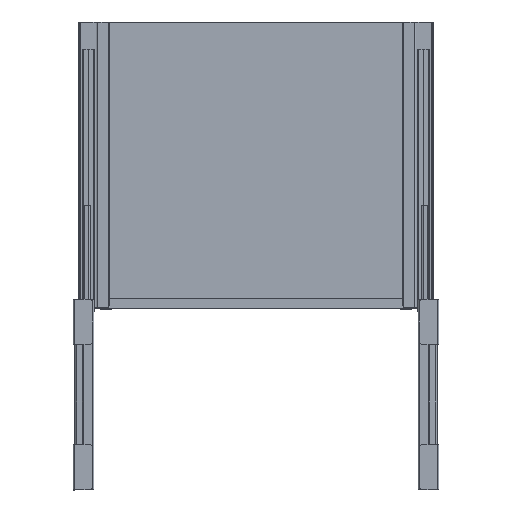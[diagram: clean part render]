
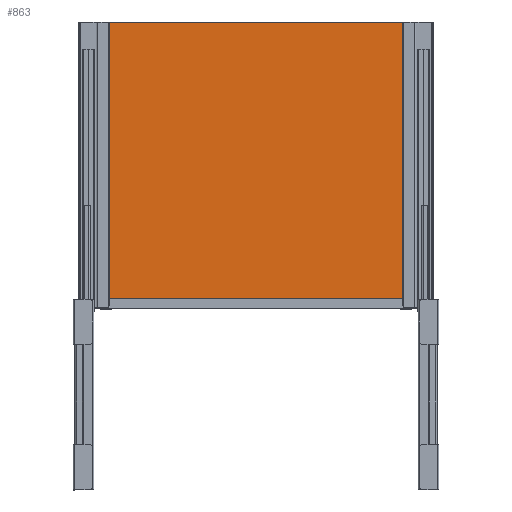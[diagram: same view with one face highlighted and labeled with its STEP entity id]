
A CAD part, front view. The second image highlights one B-rep face of the part: STEP entity #863.
In plain terms, the highlighted planar face has unit normal (0, -1, 0).
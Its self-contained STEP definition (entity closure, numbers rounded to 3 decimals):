
#9 = DIRECTION ( 'NONE',  ( -1., 0., 0. ) ) ;
#863 = ADVANCED_FACE ( 'NONE', ( #37235 ), #27745, .F. ) ;
#4137 = DIRECTION ( 'NONE',  ( 0., 1., 0. ) ) ;
#7365 = VECTOR ( 'NONE', #55185, 1000. ) ;
#9694 = EDGE_CURVE ( 'NONE', #37336, #30683, #41603, .T. ) ;
#11798 = LINE ( 'NONE', #50816, #7365 ) ;
#11875 = EDGE_CURVE ( 'NONE', #60494, #37336, #11798, .T. ) ;
#12798 = EDGE_LOOP ( 'NONE', ( #22262, #51819, #30944, #29144 ) ) ;
#22262 = ORIENTED_EDGE ( 'NONE', *, *, #47947, .F. ) ;
#22970 = EDGE_CURVE ( 'NONE', #30683, #27528, #36610, .T. ) ;
#26279 = AXIS2_PLACEMENT_3D ( 'NONE', #32494, #4137, #37241 ) ;
#27528 = VERTEX_POINT ( 'NONE', #39513 ) ;
#27745 = PLANE ( 'NONE',  #26279 ) ;
#29144 = ORIENTED_EDGE ( 'NONE', *, *, #11875, .F. ) ;
#30683 = VERTEX_POINT ( 'NONE', #42190 ) ;
#30944 = ORIENTED_EDGE ( 'NONE', *, *, #9694, .F. ) ;
#31428 = CARTESIAN_POINT ( 'NONE',  ( -244.5, 0., -426. ) ) ;
#32494 = CARTESIAN_POINT ( 'NONE',  ( 0., 0., 0. ) ) ;
#33643 = VECTOR ( 'NONE', #9, 1000. ) ;
#36610 = LINE ( 'NONE', #56659, #33643 ) ;
#36684 = CARTESIAN_POINT ( 'NONE',  ( 244.5, 0., 0. ) ) ;
#37235 = FACE_OUTER_BOUND ( 'NONE', #12798, .T. ) ;
#37241 = DIRECTION ( 'NONE',  ( 0., 0., 1. ) ) ;
#37336 = VERTEX_POINT ( 'NONE', #36684 ) ;
#39513 = CARTESIAN_POINT ( 'NONE',  ( -244.5, 0., -426. ) ) ;
#41603 = LINE ( 'NONE', #43715, #51967 ) ;
#42190 = CARTESIAN_POINT ( 'NONE',  ( 244.5, 0., -426. ) ) ;
#43715 = CARTESIAN_POINT ( 'NONE',  ( 244.5, 0., -426. ) ) ;
#47947 = EDGE_CURVE ( 'NONE', #27528, #60494, #58984, .T. ) ;
#48635 = DIRECTION ( 'NONE',  ( 0., 0., -1. ) ) ;
#49990 = DIRECTION ( 'NONE',  ( 0., 0., 1. ) ) ;
#50070 = VECTOR ( 'NONE', #49990, 1000. ) ;
#50816 = CARTESIAN_POINT ( 'NONE',  ( -244.5, 0., 0. ) ) ;
#51819 = ORIENTED_EDGE ( 'NONE', *, *, #22970, .F. ) ;
#51967 = VECTOR ( 'NONE', #48635, 1000. ) ;
#55185 = DIRECTION ( 'NONE',  ( 1., 0., 0. ) ) ;
#56296 = CARTESIAN_POINT ( 'NONE',  ( -244.5, 0., 0. ) ) ;
#56659 = CARTESIAN_POINT ( 'NONE',  ( -244.5, 0., -426. ) ) ;
#58984 = LINE ( 'NONE', #31428, #50070 ) ;
#60494 = VERTEX_POINT ( 'NONE', #56296 ) ;
